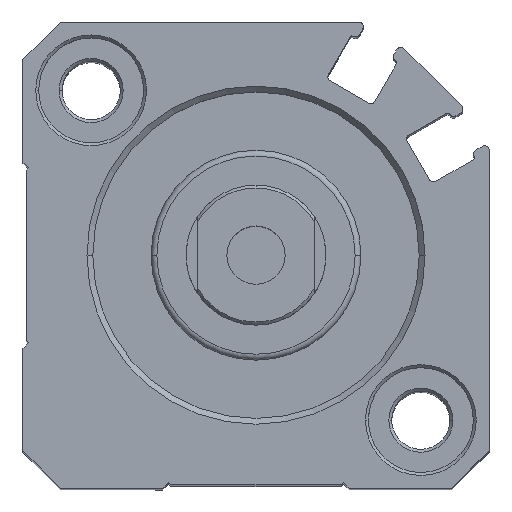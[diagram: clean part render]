
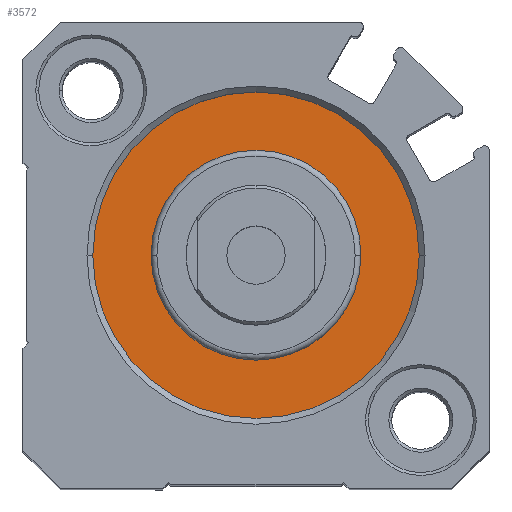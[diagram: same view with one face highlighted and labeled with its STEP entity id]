
A CAD part, top view. The second image highlights one B-rep face of the part: STEP entity #3572.
In plain terms, the highlighted planar face has unit normal (0, 0, 1).
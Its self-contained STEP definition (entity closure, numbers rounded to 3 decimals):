
#277 = DIRECTION ( 'NONE',  ( 0., 0., 1. ) ) ;
#587 = EDGE_LOOP ( 'NONE', ( #3326, #664 ) ) ;
#664 = ORIENTED_EDGE ( 'NONE', *, *, #1864, .T. ) ;
#847 = EDGE_LOOP ( 'NONE', ( #2118, #4134 ) ) ;
#932 = PLANE ( 'NONE',  #2231 ) ;
#942 = AXIS2_PLACEMENT_3D ( 'NONE', #2288, #277, #2640 ) ;
#994 = CARTESIAN_POINT ( 'NONE',  ( 0., 0., 38.55 ) ) ;
#1021 = AXIS2_PLACEMENT_3D ( 'NONE', #3574, #1512, #3914 ) ;
#1045 = VERTEX_POINT ( 'NONE', #3130 ) ;
#1155 = FACE_BOUND ( 'NONE', #847, .T. ) ;
#1176 = CARTESIAN_POINT ( 'NONE',  ( 0., 0., 38.55 ) ) ;
#1321 = DIRECTION ( 'NONE',  ( 1., 0., 0. ) ) ;
#1507 = DIRECTION ( 'NONE',  ( 1., 0., 0. ) ) ;
#1512 = DIRECTION ( 'NONE',  ( 0., 0., 1. ) ) ;
#1520 = CIRCLE ( 'NONE', #4303, 9. ) ;
#1571 = CIRCLE ( 'NONE', #3268, 14. ) ;
#1864 = EDGE_CURVE ( 'NONE', #2575, #1045, #2976, .T. ) ;
#1877 = VERTEX_POINT ( 'NONE', #3233 ) ;
#1917 = DIRECTION ( 'NONE',  ( 0., 0., 1. ) ) ;
#2031 = EDGE_CURVE ( 'NONE', #2808, #1877, #2210, .T. ) ;
#2118 = ORIENTED_EDGE ( 'NONE', *, *, #2031, .F. ) ;
#2210 = CIRCLE ( 'NONE', #942, 9. ) ;
#2231 = AXIS2_PLACEMENT_3D ( 'NONE', #2604, #1917, #4329 ) ;
#2288 = CARTESIAN_POINT ( 'NONE',  ( 0., 0., 38.55 ) ) ;
#2575 = VERTEX_POINT ( 'NONE', #3940 ) ;
#2604 = CARTESIAN_POINT ( 'NONE',  ( 0., 0., 38.55 ) ) ;
#2640 = DIRECTION ( 'NONE',  ( 1., 0., 0. ) ) ;
#2808 = VERTEX_POINT ( 'NONE', #3043 ) ;
#2976 = CIRCLE ( 'NONE', #1021, 14. ) ;
#3043 = CARTESIAN_POINT ( 'NONE',  ( -9., 0., 38.55 ) ) ;
#3080 = FACE_OUTER_BOUND ( 'NONE', #587, .T. ) ;
#3130 = CARTESIAN_POINT ( 'NONE',  ( 14., 0., 38.55 ) ) ;
#3233 = CARTESIAN_POINT ( 'NONE',  ( 9., 0., 38.55 ) ) ;
#3268 = AXIS2_PLACEMENT_3D ( 'NONE', #1176, #3564, #1507 ) ;
#3326 = ORIENTED_EDGE ( 'NONE', *, *, #3379, .T. ) ;
#3379 = EDGE_CURVE ( 'NONE', #1045, #2575, #1571, .T. ) ;
#3387 = DIRECTION ( 'NONE',  ( 0., 0., 1. ) ) ;
#3564 = DIRECTION ( 'NONE',  ( 0., 0., 1. ) ) ;
#3572 = ADVANCED_FACE ( 'NONE', ( #1155, #3080 ), #932, .T. ) ;
#3574 = CARTESIAN_POINT ( 'NONE',  ( 0., 0., 38.55 ) ) ;
#3661 = EDGE_CURVE ( 'NONE', #1877, #2808, #1520, .T. ) ;
#3914 = DIRECTION ( 'NONE',  ( 1., 0., 0. ) ) ;
#3940 = CARTESIAN_POINT ( 'NONE',  ( -14., 0., 38.55 ) ) ;
#4134 = ORIENTED_EDGE ( 'NONE', *, *, #3661, .F. ) ;
#4303 = AXIS2_PLACEMENT_3D ( 'NONE', #994, #3387, #1321 ) ;
#4329 = DIRECTION ( 'NONE',  ( 1., 0., 0. ) ) ;
